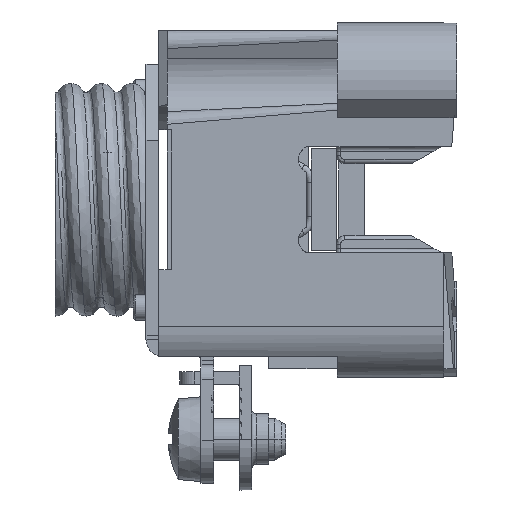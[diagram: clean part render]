
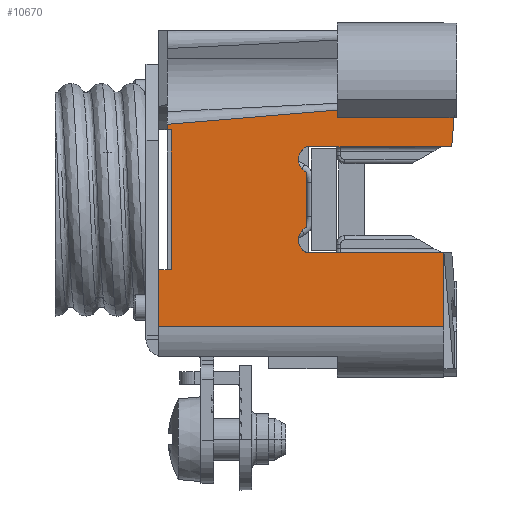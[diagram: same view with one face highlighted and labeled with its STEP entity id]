
A CAD part, left-side view. The second image highlights one B-rep face of the part: STEP entity #10670.
In plain terms, the highlighted face is planar.
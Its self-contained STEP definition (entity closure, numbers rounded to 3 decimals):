
#5062=DIRECTION('',(1.,0.,0.));
#5063=VECTOR('',#5062,6.75);
#5064=CARTESIAN_POINT('',(8.25,34.9,-18.5));
#5065=LINE('',#5064,#5063);
#5152=CARTESIAN_POINT('',(-4.75,16.775,-18.5));
#5153=DIRECTION('',(0.,0.,-1.));
#5154=DIRECTION('',(-0.923,0.385,0.));
#5155=AXIS2_PLACEMENT_3D('',#5152,#5153,#5154);
#5160=DIRECTION('',(1.,0.,0.));
#5161=VECTOR('',#5160,6.5);
#5162=CARTESIAN_POINT('',(-3.25,17.4,-18.5));
#5163=LINE('',#5162,#5161);
#5167=CARTESIAN_POINT('',(4.75,16.775,-18.5));
#5168=DIRECTION('',(0.,0.,-1.));
#5169=DIRECTION('',(-0.923,0.385,0.));
#5170=AXIS2_PLACEMENT_3D('',#5167,#5168,#5169);
#5175=DIRECTION('',(0.,-1.,0.));
#5176=VECTOR('',#5175,16.2);
#5177=CARTESIAN_POINT('',(6.25,17.4,-18.5));
#5178=LINE('',#5177,#5176);
#5182=DIRECTION('',(1.,0.,0.));
#5183=VECTOR('',#5182,8.75);
#5184=CARTESIAN_POINT('',(6.25,1.2,-18.5));
#5185=LINE('',#5184,#5183);
#5189=DIRECTION('',(0.,-1.,0.));
#5190=VECTOR('',#5189,1.5);
#5191=CARTESIAN_POINT('',(8.25,34.9,-18.5));
#5192=LINE('',#5191,#5190);
#5196=DIRECTION('',(-0.084,-0.996,0.));
#5197=VECTOR('',#5196,20.171);
#5198=CARTESIAN_POINT('',(-8.909,33.9,-18.5));
#5199=LINE('',#5198,#5197);
#5203=DIRECTION('',(1.,0.,0.));
#5204=VECTOR('',#5203,0.899);
#5205=CARTESIAN_POINT('',(-10.599,13.8,-18.5));
#5206=LINE('',#5205,#5204);
#5224=DIRECTION('',(-0.997,-0.077,0.));
#5225=VECTOR('',#5224,3.46);
#5226=CARTESIAN_POINT('',(-6.25,0.268,-18.5));
#5227=LINE('',#5226,#5225);
#5717=DIRECTION('',(0.,1.,0.));
#5718=VECTOR('',#5717,13.8);
#5719=CARTESIAN_POINT('',(-9.7,0.,-18.5));
#5720=LINE('',#5719,#5718);
#5840=DIRECTION('',(1.,0.,0.));
#5841=VECTOR('',#5840,0.659);
#5842=CARTESIAN_POINT('',(-8.909,33.9,-18.5));
#5843=LINE('',#5842,#5841);
#6156=DIRECTION('',(0.,-1.,0.));
#6157=VECTOR('',#6156,0.5);
#6158=CARTESIAN_POINT('',(-8.25,33.9,-18.5));
#6159=LINE('',#6158,#6157);
#6177=DIRECTION('',(1.,0.,0.));
#6178=VECTOR('',#6177,16.5);
#6179=CARTESIAN_POINT('',(-8.25,33.4,-18.5));
#6180=LINE('',#6179,#6178);
#6292=DIRECTION('',(0.,-1.,0.));
#6293=VECTOR('',#6292,17.132);
#6294=CARTESIAN_POINT('',(-6.25,17.4,-18.5));
#6295=LINE('',#6294,#6293);
#6732=DIRECTION('',(0.,-1.,0.));
#6733=VECTOR('',#6732,33.7);
#6734=CARTESIAN_POINT('',(15.,34.9,-18.5));
#6735=LINE('',#6734,#6733);
#9315=CARTESIAN_POINT('',(8.25,34.9,-18.5));
#9316=CARTESIAN_POINT('',(15.,34.9,-18.5));
#9317=VERTEX_POINT('',#9315);
#9318=VERTEX_POINT('',#9316);
#9379=CARTESIAN_POINT('',(15.,1.2,-18.5));
#9380=VERTEX_POINT('',#9379);
#9381=CARTESIAN_POINT('',(6.25,1.2,-18.5));
#9382=VERTEX_POINT('',#9381);
#9468=CARTESIAN_POINT('',(6.25,17.4,-18.5));
#9469=VERTEX_POINT('',#9468);
#9562=CARTESIAN_POINT('',(-6.25,0.268,-18.5));
#9563=VERTEX_POINT('',#9562);
#9588=CARTESIAN_POINT('',(-6.25,17.4,-18.5));
#9589=VERTEX_POINT('',#9588);
#9616=CARTESIAN_POINT('',(-9.7,0.,-18.5));
#9617=VERTEX_POINT('',#9616);
#9659=CARTESIAN_POINT('',(-9.7,13.8,-18.5));
#9660=VERTEX_POINT('',#9659);
#9665=CARTESIAN_POINT('',(-3.25,17.4,-18.5));
#9666=VERTEX_POINT('',#9665);
#9667=CARTESIAN_POINT('',(3.25,17.4,-18.5));
#9668=VERTEX_POINT('',#9667);
#9669=CARTESIAN_POINT('',(8.25,33.4,-18.5));
#9670=VERTEX_POINT('',#9669);
#9671=CARTESIAN_POINT('',(-8.25,33.4,-18.5));
#9672=VERTEX_POINT('',#9671);
#9673=CARTESIAN_POINT('',(-8.25,33.9,-18.5));
#9674=VERTEX_POINT('',#9673);
#9675=CARTESIAN_POINT('',(-8.909,33.9,-18.5));
#9676=VERTEX_POINT('',#9675);
#9677=CARTESIAN_POINT('',(-10.599,13.8,-18.5));
#9678=VERTEX_POINT('',#9677);
#10632=CARTESIAN_POINT('',(20.,0.,-18.5));
#10633=DIRECTION('',(0.,0.,-1.));
#10634=DIRECTION('',(-1.,0.,0.));
#10635=AXIS2_PLACEMENT_3D('',#10632,#10633,#10634);
#10636=PLANE('',#10635);
#10638=ORIENTED_EDGE('',*,*,#10637,.F.);
#10640=ORIENTED_EDGE('',*,*,#10639,.F.);
#10642=ORIENTED_EDGE('',*,*,#10641,.T.);
#10644=ORIENTED_EDGE('',*,*,#10643,.T.);
#10646=ORIENTED_EDGE('',*,*,#10645,.T.);
#10648=ORIENTED_EDGE('',*,*,#10647,.T.);
#10650=ORIENTED_EDGE('',*,*,#10649,.T.);
#10652=ORIENTED_EDGE('',*,*,#10651,.F.);
#10653=ORIENTED_EDGE('',*,*,#10595,.F.);
#10655=ORIENTED_EDGE('',*,*,#10654,.T.);
#10657=ORIENTED_EDGE('',*,*,#10656,.F.);
#10659=ORIENTED_EDGE('',*,*,#10658,.F.);
#10661=ORIENTED_EDGE('',*,*,#10660,.F.);
#10663=ORIENTED_EDGE('',*,*,#10662,.T.);
#10665=ORIENTED_EDGE('',*,*,#10664,.T.);
#10667=ORIENTED_EDGE('',*,*,#10666,.F.);
#10668=EDGE_LOOP('',(#10638,#10640,#10642,#10644,#10646,#10648,#10650,#10652,
#10653,#10655,#10657,#10659,#10661,#10663,#10665,#10667));
#10669=FACE_OUTER_BOUND('',#10668,.F.);
#5156=CIRCLE('',#5155,1.625);
#5171=CIRCLE('',#5170,1.625);
#10595=EDGE_CURVE('',#9317,#9318,#5065,.T.);
#10637=EDGE_CURVE('',#9563,#9617,#5227,.T.);
#10639=EDGE_CURVE('',#9589,#9563,#6295,.T.);
#10641=EDGE_CURVE('',#9589,#9666,#5156,.T.);
#10643=EDGE_CURVE('',#9666,#9668,#5163,.T.);
#10645=EDGE_CURVE('',#9668,#9469,#5171,.T.);
#10647=EDGE_CURVE('',#9469,#9382,#5178,.T.);
#10649=EDGE_CURVE('',#9382,#9380,#5185,.T.);
#10651=EDGE_CURVE('',#9318,#9380,#6735,.T.);
#10654=EDGE_CURVE('',#9317,#9670,#5192,.T.);
#10656=EDGE_CURVE('',#9672,#9670,#6180,.T.);
#10658=EDGE_CURVE('',#9674,#9672,#6159,.T.);
#10660=EDGE_CURVE('',#9676,#9674,#5843,.T.);
#10662=EDGE_CURVE('',#9676,#9678,#5199,.T.);
#10664=EDGE_CURVE('',#9678,#9660,#5206,.T.);
#10666=EDGE_CURVE('',#9617,#9660,#5720,.T.);
#10670=ADVANCED_FACE('',(#10669),#10636,.T.);
